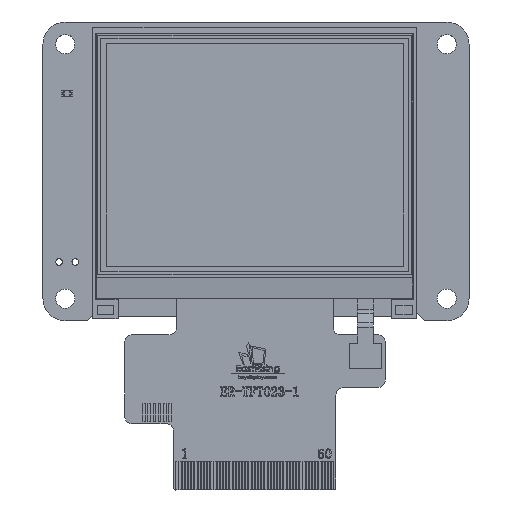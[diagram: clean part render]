
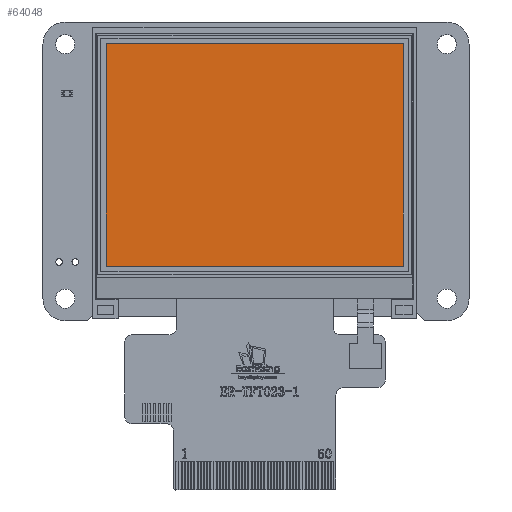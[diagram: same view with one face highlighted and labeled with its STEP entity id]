
A CAD part, top view. The second image highlights one B-rep face of the part: STEP entity #64048.
In plain terms, the highlighted face is planar.
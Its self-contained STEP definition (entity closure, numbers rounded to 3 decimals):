
#63916 = EDGE_CURVE('',#63917,#63919,#63921,.T.);
#63917 = VERTEX_POINT('',#63918);
#63918 = CARTESIAN_POINT('',(-23.38,-0.01,14.61));
#63919 = VERTEX_POINT('',#63920);
#63920 = CARTESIAN_POINT('',(-23.38,-0.01,-20.45));
#63921 = LINE('',#63922,#63923);
#63922 = CARTESIAN_POINT('',(-23.38,-0.01,0.));
#63923 = VECTOR('',#63924,1.);
#63924 = DIRECTION('',(0.,0.,-1.));
#63926 = EDGE_CURVE('',#63919,#63927,#63929,.T.);
#63927 = VERTEX_POINT('',#63928);
#63928 = CARTESIAN_POINT('',(23.38,-0.01,-20.45));
#63929 = LINE('',#63930,#63931);
#63930 = CARTESIAN_POINT('',(0.,-0.01,-20.45));
#63931 = VECTOR('',#63932,1.);
#63932 = DIRECTION('',(1.,0.,0.));
#63934 = EDGE_CURVE('',#63927,#63935,#63937,.T.);
#63935 = VERTEX_POINT('',#63936);
#63936 = CARTESIAN_POINT('',(23.38,-0.01,14.61));
#63937 = LINE('',#63938,#63939);
#63938 = CARTESIAN_POINT('',(23.38,-0.01,0.));
#63939 = VECTOR('',#63940,1.);
#63940 = DIRECTION('',(0.,0.,1.));
#63942 = EDGE_CURVE('',#63935,#63917,#63943,.T.);
#63943 = LINE('',#63944,#63945);
#63944 = CARTESIAN_POINT('',(0.,-0.01,14.61));
#63945 = VECTOR('',#63946,1.);
#63946 = DIRECTION('',(-1.,-0.,0.));
#64048 = ADVANCED_FACE('',(#64049),#64055,.T.);
#64049 = FACE_BOUND('',#64050,.T.);
#64050 = EDGE_LOOP('',(#64051,#64052,#64053,#64054));
#64051 = ORIENTED_EDGE('',*,*,#63926,.F.);
#64052 = ORIENTED_EDGE('',*,*,#63916,.F.);
#64053 = ORIENTED_EDGE('',*,*,#63942,.F.);
#64054 = ORIENTED_EDGE('',*,*,#63934,.F.);
#64055 = PLANE('',#64056);
#64056 = AXIS2_PLACEMENT_3D('',#64057,#64058,#64059);
#64057 = CARTESIAN_POINT('',(0.,-0.01,0.));
#64058 = DIRECTION('',(-0.,1.,0.));
#64059 = DIRECTION('',(0.,0.,1.));
